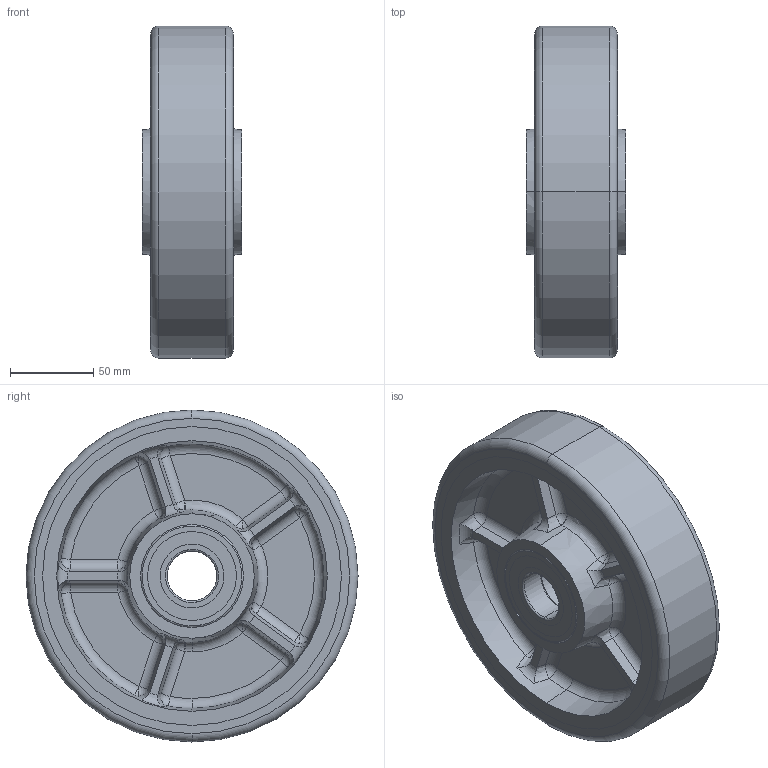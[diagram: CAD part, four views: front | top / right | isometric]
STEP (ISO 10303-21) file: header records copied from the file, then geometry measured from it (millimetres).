
FILE_DESCRIPTION (( 'STEP AP214' ), '1' );
FILE_NAME ('0037162.step', '2023-09-20T08:35:52', ( '' ), ( '' ), 'SwSTEP 2.0', 'SolidWorks 2020', '' );
FILE_SCHEMA (( 'AUTOMOTIVE_DESIGN' ));
Length unit declared in the file: millimetre
Products named in the file (1): 0037162
Bounding box: 60 x 200 x 200 mm (x, y, z)
Volume: 889121.1 mm3; surface area: 236438.7 mm2
Topology: 13 solids, 13 shells, 354 faces, 772 edges, 452 vertices
Faces by surface type: cylinder 92, torus 84, plane 74, sphere 56, bspline 40, cone 8
Entity records: 14806 total; most frequent: CARTESIAN_POINT 3133, DIRECTION 1714, ORIENTED_EDGE 1544, AXIS2_PLACEMENT_3D 787, EDGE_CURVE 772, CIRCLE 472, VERTEX_POINT 452, EDGE_LOOP 388
